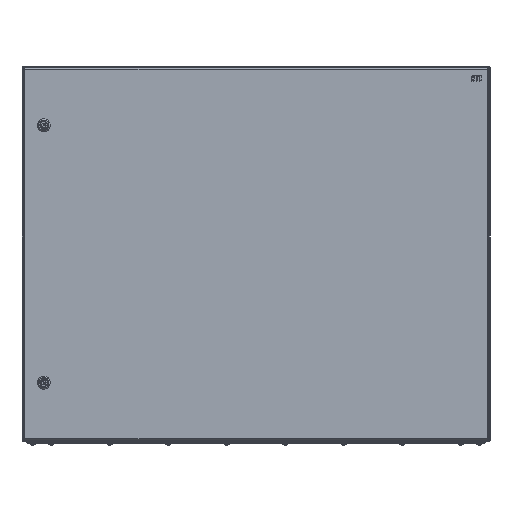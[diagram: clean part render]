
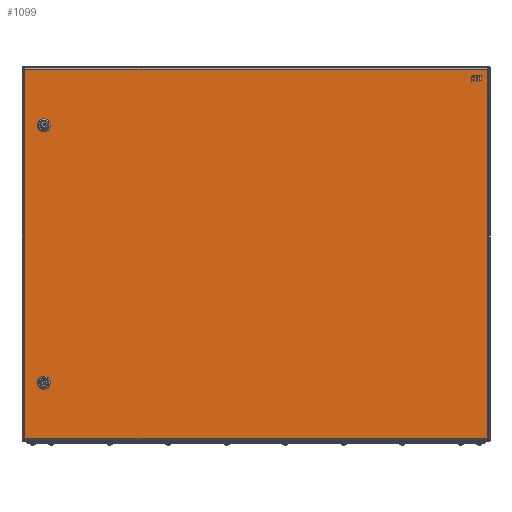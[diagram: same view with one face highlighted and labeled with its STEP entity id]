
A CAD part, front view. The second image highlights one B-rep face of the part: STEP entity #1099.
In plain terms, the highlighted face is planar.
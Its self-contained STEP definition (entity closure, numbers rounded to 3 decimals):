
#145=CARTESIAN_POINT('',(-275.,-453.7,0.));
#146=DIRECTION('',(0.,0.,-1.));
#147=DIRECTION('',(-0.893,0.449,0.));
#148=AXIS2_PLACEMENT_3D('',#145,#146,#147);
#154=CARTESIAN_POINT('',(-275.,-453.7,0.));
#155=DIRECTION('',(0.,0.,-1.));
#156=DIRECTION('',(0.449,0.893,0.));
#157=AXIS2_PLACEMENT_3D('',#154,#155,#156);
#162=CARTESIAN_POINT('',(-275.,-453.7,0.));
#163=DIRECTION('',(0.,0.,-1.));
#164=DIRECTION('',(0.893,-0.449,0.));
#165=AXIS2_PLACEMENT_3D('',#162,#163,#164);
#170=CARTESIAN_POINT('',(-275.,-453.7,0.));
#171=DIRECTION('',(0.,0.,-1.));
#172=DIRECTION('',(-0.449,-0.893,0.));
#173=AXIS2_PLACEMENT_3D('',#170,#171,#172);
#178=CARTESIAN_POINT('',(275.,-453.7,0.));
#179=DIRECTION('',(0.,0.,-1.));
#180=DIRECTION('',(-0.449,-0.893,0.));
#181=AXIS2_PLACEMENT_3D('',#178,#179,#180);
#186=CARTESIAN_POINT('',(275.,-453.7,0.));
#187=DIRECTION('',(0.,0.,-1.));
#188=DIRECTION('',(-0.893,0.449,0.));
#189=AXIS2_PLACEMENT_3D('',#186,#187,#188);
#194=CARTESIAN_POINT('',(275.,-453.7,0.));
#195=DIRECTION('',(0.,0.,-1.));
#196=DIRECTION('',(0.449,0.893,0.));
#197=AXIS2_PLACEMENT_3D('',#194,#195,#196);
#202=CARTESIAN_POINT('',(275.,-453.7,0.));
#203=DIRECTION('',(0.,0.,-1.));
#204=DIRECTION('',(0.893,-0.449,0.));
#205=AXIS2_PLACEMENT_3D('',#202,#203,#204);
#217=DIRECTION('',(-1.,0.,0.));
#218=VECTOR('',#217,789.);
#219=CARTESIAN_POINT('',(394.5,-494.2,0.));
#220=LINE('',#219,#218);
#357=DIRECTION('',(0.,1.,0.));
#358=VECTOR('',#357,988.4);
#359=CARTESIAN_POINT('',(-394.5,-494.2,0.));
#360=LINE('',#359,#358);
#402=DIRECTION('',(1.,0.,0.));
#403=VECTOR('',#402,789.);
#404=CARTESIAN_POINT('',(-394.5,494.2,0.));
#405=LINE('',#404,#403);
#461=DIRECTION('',(0.,-1.,0.));
#462=VECTOR('',#461,988.4);
#463=CARTESIAN_POINT('',(394.5,494.2,0.));
#464=LINE('',#463,#462);
#754=DIRECTION('',(0.,-1.,0.));
#755=VECTOR('',#754,10.111);
#756=CARTESIAN_POINT('',(-285.05,-448.644,0.));
#757=LINE('',#756,#755);
#775=DIRECTION('',(-1.,0.,0.));
#776=VECTOR('',#775,10.111);
#777=CARTESIAN_POINT('',(-269.944,-443.65,0.));
#778=LINE('',#777,#776);
#796=DIRECTION('',(0.,1.,0.));
#797=VECTOR('',#796,10.111);
#798=CARTESIAN_POINT('',(-264.95,-458.756,0.));
#799=LINE('',#798,#797);
#817=DIRECTION('',(1.,0.,0.));
#818=VECTOR('',#817,10.111);
#819=CARTESIAN_POINT('',(-280.056,-463.75,0.));
#820=LINE('',#819,#818);
#852=DIRECTION('',(1.,0.,0.));
#853=VECTOR('',#852,10.111);
#854=CARTESIAN_POINT('',(269.944,-463.75,0.));
#855=LINE('',#854,#853);
#873=DIRECTION('',(0.,-1.,0.));
#874=VECTOR('',#873,10.111);
#875=CARTESIAN_POINT('',(264.95,-448.644,0.));
#876=LINE('',#875,#874);
#894=DIRECTION('',(-1.,0.,0.));
#895=VECTOR('',#894,10.111);
#896=CARTESIAN_POINT('',(280.056,-443.65,0.));
#897=LINE('',#896,#895);
#915=DIRECTION('',(0.,1.,0.));
#916=VECTOR('',#915,10.111);
#917=CARTESIAN_POINT('',(285.05,-458.756,0.));
#918=LINE('',#917,#916);
#922=CARTESIAN_POINT('',(394.5,-494.2,0.));
#923=CARTESIAN_POINT('',(-394.5,-494.2,0.));
#924=VERTEX_POINT('',#922);
#925=VERTEX_POINT('',#923);
#926=CARTESIAN_POINT('',(394.5,494.2,0.));
#927=VERTEX_POINT('',#926);
#928=CARTESIAN_POINT('',(-394.5,494.2,0.));
#929=VERTEX_POINT('',#928);
#930=CARTESIAN_POINT('',(-285.05,-448.644,0.));
#931=CARTESIAN_POINT('',(-280.056,-443.65,0.));
#932=VERTEX_POINT('',#930);
#933=VERTEX_POINT('',#931);
#934=CARTESIAN_POINT('',(-269.944,-443.65,0.));
#935=VERTEX_POINT('',#934);
#936=CARTESIAN_POINT('',(-264.95,-448.644,0.));
#937=VERTEX_POINT('',#936);
#938=CARTESIAN_POINT('',(-264.95,-458.756,0.));
#939=VERTEX_POINT('',#938);
#940=CARTESIAN_POINT('',(-269.944,-463.75,0.));
#941=VERTEX_POINT('',#940);
#942=CARTESIAN_POINT('',(-280.056,-463.75,0.));
#943=VERTEX_POINT('',#942);
#944=CARTESIAN_POINT('',(-285.05,-458.756,0.));
#945=VERTEX_POINT('',#944);
#946=CARTESIAN_POINT('',(269.944,-463.75,0.));
#947=CARTESIAN_POINT('',(280.056,-463.75,0.));
#948=VERTEX_POINT('',#946);
#949=VERTEX_POINT('',#947);
#950=CARTESIAN_POINT('',(264.95,-458.756,0.));
#951=VERTEX_POINT('',#950);
#952=CARTESIAN_POINT('',(264.95,-448.644,0.));
#953=VERTEX_POINT('',#952);
#954=CARTESIAN_POINT('',(269.944,-443.65,0.));
#955=VERTEX_POINT('',#954);
#956=CARTESIAN_POINT('',(280.056,-443.65,0.));
#957=VERTEX_POINT('',#956);
#958=CARTESIAN_POINT('',(285.05,-448.644,0.));
#959=VERTEX_POINT('',#958);
#960=CARTESIAN_POINT('',(285.05,-458.756,0.));
#961=VERTEX_POINT('',#960);
#1048=CARTESIAN_POINT('',(0.,0.,0.));
#1049=DIRECTION('',(0.,0.,-1.));
#1050=DIRECTION('',(-1.,0.,0.));
#1051=AXIS2_PLACEMENT_3D('',#1048,#1049,#1050);
#1052=PLANE('',#1051);
#1054=ORIENTED_EDGE('',*,*,#1053,.F.);
#1056=ORIENTED_EDGE('',*,*,#1055,.F.);
#1058=ORIENTED_EDGE('',*,*,#1057,.F.);
#1060=ORIENTED_EDGE('',*,*,#1059,.F.);
#1061=EDGE_LOOP('',(#1054,#1056,#1058,#1060));
#1062=FACE_OUTER_BOUND('',#1061,.F.);
#1064=ORIENTED_EDGE('',*,*,#1063,.T.);
#1066=ORIENTED_EDGE('',*,*,#1065,.F.);
#1068=ORIENTED_EDGE('',*,*,#1067,.T.);
#1070=ORIENTED_EDGE('',*,*,#1069,.F.);
#1072=ORIENTED_EDGE('',*,*,#1071,.T.);
#1074=ORIENTED_EDGE('',*,*,#1073,.F.);
#1076=ORIENTED_EDGE('',*,*,#1075,.T.);
#1078=ORIENTED_EDGE('',*,*,#1077,.F.);
#1079=EDGE_LOOP('',(#1064,#1066,#1068,#1070,#1072,#1074,#1076,#1078));
#1080=FACE_BOUND('',#1079,.F.);
#1082=ORIENTED_EDGE('',*,*,#1081,.F.);
#1084=ORIENTED_EDGE('',*,*,#1083,.T.);
#1086=ORIENTED_EDGE('',*,*,#1085,.F.);
#1088=ORIENTED_EDGE('',*,*,#1087,.T.);
#1090=ORIENTED_EDGE('',*,*,#1089,.F.);
#1092=ORIENTED_EDGE('',*,*,#1091,.T.);
#1094=ORIENTED_EDGE('',*,*,#1093,.F.);
#1096=ORIENTED_EDGE('',*,*,#1095,.T.);
#1097=EDGE_LOOP('',(#1082,#1084,#1086,#1088,#1090,#1092,#1094,#1096));
#1098=FACE_BOUND('',#1097,.F.);
#149=CIRCLE('',#148,11.25);
#158=CIRCLE('',#157,11.25);
#166=CIRCLE('',#165,11.25);
#174=CIRCLE('',#173,11.25);
#182=CIRCLE('',#181,11.25);
#190=CIRCLE('',#189,11.25);
#198=CIRCLE('',#197,11.25);
#206=CIRCLE('',#205,11.25);
#1053=EDGE_CURVE('',#924,#925,#220,.T.);
#1055=EDGE_CURVE('',#927,#924,#464,.T.);
#1057=EDGE_CURVE('',#929,#927,#405,.T.);
#1059=EDGE_CURVE('',#925,#929,#360,.T.);
#1063=EDGE_CURVE('',#932,#933,#149,.T.);
#1065=EDGE_CURVE('',#935,#933,#778,.T.);
#1067=EDGE_CURVE('',#935,#937,#158,.T.);
#1069=EDGE_CURVE('',#939,#937,#799,.T.);
#1071=EDGE_CURVE('',#939,#941,#166,.T.);
#1073=EDGE_CURVE('',#943,#941,#820,.T.);
#1075=EDGE_CURVE('',#943,#945,#174,.T.);
#1077=EDGE_CURVE('',#932,#945,#757,.T.);
#1081=EDGE_CURVE('',#948,#949,#855,.T.);
#1083=EDGE_CURVE('',#948,#951,#182,.T.);
#1085=EDGE_CURVE('',#953,#951,#876,.T.);
#1087=EDGE_CURVE('',#953,#955,#190,.T.);
#1089=EDGE_CURVE('',#957,#955,#897,.T.);
#1091=EDGE_CURVE('',#957,#959,#198,.T.);
#1093=EDGE_CURVE('',#961,#959,#918,.T.);
#1095=EDGE_CURVE('',#961,#949,#206,.T.);
#1099=ADVANCED_FACE('',(#1062,#1080,#1098),#1052,.T.);
